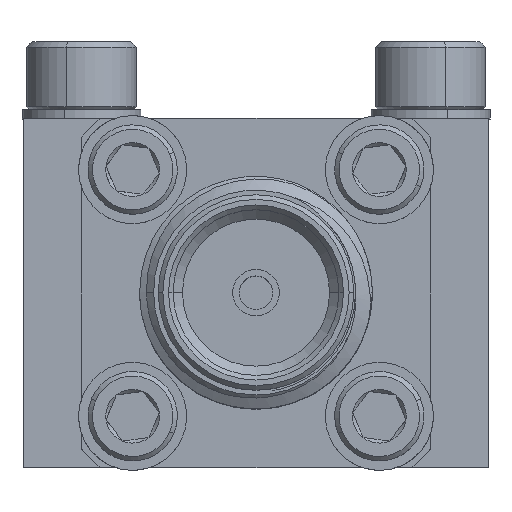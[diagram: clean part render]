
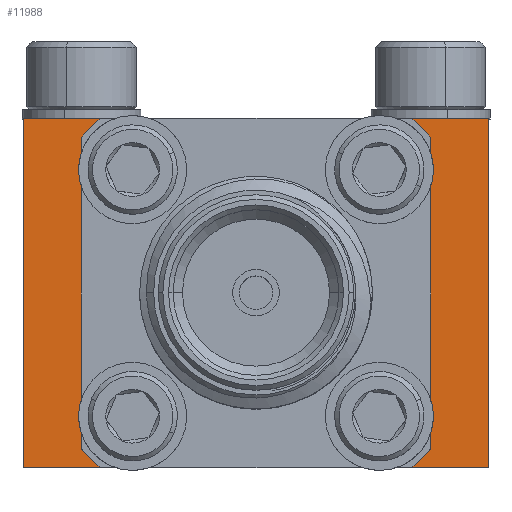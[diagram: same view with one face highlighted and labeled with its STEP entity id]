
A CAD part, top view. The second image highlights one B-rep face of the part: STEP entity #11988.
In plain terms, the highlighted planar face has unit normal (0, 0, 1).
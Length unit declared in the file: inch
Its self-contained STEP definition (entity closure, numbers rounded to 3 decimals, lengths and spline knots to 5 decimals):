
#436 = EDGE_CURVE ( 'NONE', #10935, #10380, #6820, .T. ) ;
#936 = VECTOR ( 'NONE', #3704, 39.37008 ) ;
#1358 = CARTESIAN_POINT ( 'NONE',  ( -0.25, 0.1875, 0. ) ) ;
#2521 = CARTESIAN_POINT ( 'NONE',  ( -0.25, -0.1875, 0. ) ) ;
#2844 = VECTOR ( 'NONE', #13860, 39.37008 ) ;
#3507 = AXIS2_PLACEMENT_3D ( 'NONE', #14085, #5239, #17547 ) ;
#3704 = DIRECTION ( 'NONE',  ( 0., -1., 0. ) ) ;
#5239 = DIRECTION ( 'NONE',  ( 0., 0., -1. ) ) ;
#5644 = VERTEX_POINT ( 'NONE', #19504 ) ;
#5758 = LINE ( 'NONE', #1358, #13756 ) ;
#6414 = CARTESIAN_POINT ( 'NONE',  ( 0.25, -0.1875, 0. ) ) ;
#6502 = EDGE_LOOP ( 'NONE', ( #10142, #13986, #11614, #13562 ) ) ;
#6723 = CARTESIAN_POINT ( 'NONE',  ( 0.25, -0.1875, 0. ) ) ;
#6820 = LINE ( 'NONE', #6723, #13459 ) ;
#8501 = CARTESIAN_POINT ( 'NONE',  ( -0.25, -0.1875, 0. ) ) ;
#10133 = FACE_OUTER_BOUND ( 'NONE', #6502, .T. ) ;
#10142 = ORIENTED_EDGE ( 'NONE', *, *, #436, .T. ) ;
#10380 = VERTEX_POINT ( 'NONE', #19750 ) ;
#10440 = EDGE_CURVE ( 'NONE', #16006, #10935, #10939, .T. ) ;
#10935 = VERTEX_POINT ( 'NONE', #6414 ) ;
#10939 = LINE ( 'NONE', #17053, #2844 ) ;
#11026 = EDGE_CURVE ( 'NONE', #5644, #16006, #18818, .T. ) ;
#11614 = ORIENTED_EDGE ( 'NONE', *, *, #11026, .T. ) ;
#11988 = ADVANCED_FACE ( 'NONE', ( #10133 ), #17453, .F. ) ;
#13459 = VECTOR ( 'NONE', #19033, 39.37008 ) ;
#13562 = ORIENTED_EDGE ( 'NONE', *, *, #10440, .T. ) ;
#13582 = DIRECTION ( 'NONE',  ( -1., 0., 0. ) ) ;
#13756 = VECTOR ( 'NONE', #13582, 39.37008 ) ;
#13860 = DIRECTION ( 'NONE',  ( 1., 0., 0. ) ) ;
#13986 = ORIENTED_EDGE ( 'NONE', *, *, #16465, .T. ) ;
#14085 = CARTESIAN_POINT ( 'NONE',  ( 0., 0., 0. ) ) ;
#16006 = VERTEX_POINT ( 'NONE', #2521 ) ;
#16465 = EDGE_CURVE ( 'NONE', #10380, #5644, #5758, .T. ) ;
#17053 = CARTESIAN_POINT ( 'NONE',  ( -0.25, -0.1875, 0. ) ) ;
#17453 = PLANE ( 'NONE',  #3507 ) ;
#17547 = DIRECTION ( 'NONE',  ( -1., 0., 0. ) ) ;
#18818 = LINE ( 'NONE', #8501, #936 ) ;
#19033 = DIRECTION ( 'NONE',  ( 0., 1., 0. ) ) ;
#19504 = CARTESIAN_POINT ( 'NONE',  ( -0.25, 0.1875, 0. ) ) ;
#19750 = CARTESIAN_POINT ( 'NONE',  ( 0.25, 0.1875, 0. ) ) ;
